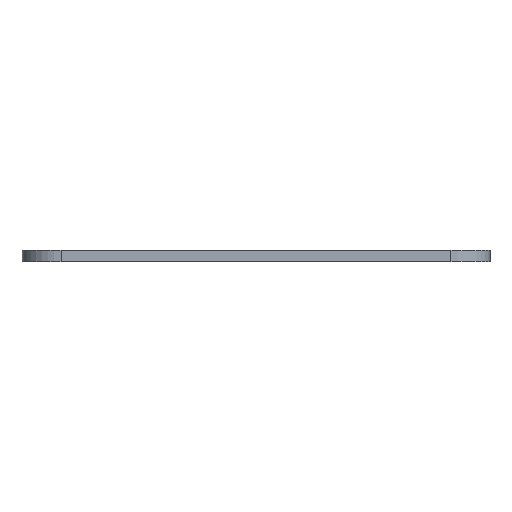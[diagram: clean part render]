
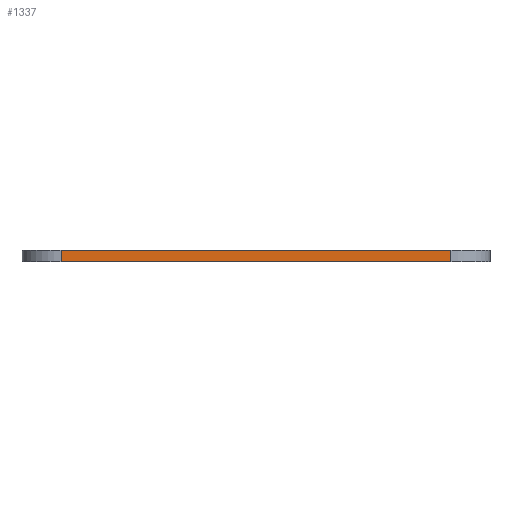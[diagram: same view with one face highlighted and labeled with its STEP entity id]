
A CAD part, front view. The second image highlights one B-rep face of the part: STEP entity #1337.
In plain terms, the highlighted planar face has unit normal (0, -1, 0).
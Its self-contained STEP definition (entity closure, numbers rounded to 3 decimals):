
#63=PLANE('',#1481);
#129=FACE_OUTER_BOUND('',#205,.T.);
#205=EDGE_LOOP('',(#1161,#1162,#1163,#1164));
#232=LINE('',#1911,#360);
#261=LINE('',#2030,#389);
#262=LINE('',#2034,#390);
#341=LINE('',#2248,#469);
#360=VECTOR('',#1514,10.);
#389=VECTOR('',#1611,10.);
#390=VECTOR('',#1616,10.);
#469=VECTOR('',#1859,10.);
#554=VERTEX_POINT('',#1908);
#555=VERTEX_POINT('',#1910);
#611=VERTEX_POINT('',#2028);
#612=VERTEX_POINT('',#2032);
#684=EDGE_CURVE('',#554,#555,#232,.T.);
#744=EDGE_CURVE('',#611,#554,#261,.T.);
#746=EDGE_CURVE('',#555,#612,#262,.T.);
#853=EDGE_CURVE('',#612,#611,#341,.T.);
#1161=ORIENTED_EDGE('',*,*,#744,.F.);
#1162=ORIENTED_EDGE('',*,*,#853,.F.);
#1163=ORIENTED_EDGE('',*,*,#746,.F.);
#1164=ORIENTED_EDGE('',*,*,#684,.F.);
#1337=ADVANCED_FACE('',(#129),#63,.T.);
#1481=AXIS2_PLACEMENT_3D('',#2247,#1857,#1858);
#1514=DIRECTION('',(-1.,0.,0.));
#1611=DIRECTION('',(0.,0.,-1.));
#1616=DIRECTION('',(0.,0.,1.));
#1857=DIRECTION('center_axis',(0.,-1.,0.));
#1858=DIRECTION('ref_axis',(1.,0.,0.));
#1859=DIRECTION('',(1.,0.,0.));
#1908=CARTESIAN_POINT('',(44.27,-69.18,0.));
#1910=CARTESIAN_POINT('',(-5.53,-69.18,0.));
#1911=CARTESIAN_POINT('',(49.27,-69.18,0.));
#2028=CARTESIAN_POINT('',(44.27,-69.18,1.5));
#2030=CARTESIAN_POINT('',(44.27,-69.18,0.));
#2032=CARTESIAN_POINT('',(-5.53,-69.18,1.5));
#2034=CARTESIAN_POINT('',(-5.53,-69.18,0.));
#2247=CARTESIAN_POINT('Origin',(-10.53,-69.18,0.));
#2248=CARTESIAN_POINT('',(49.27,-69.18,1.5));
